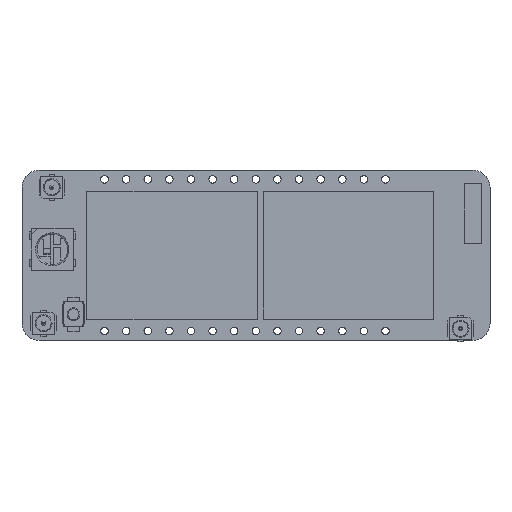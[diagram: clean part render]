
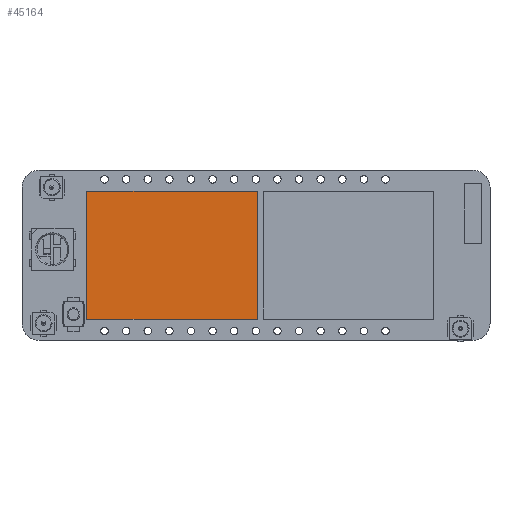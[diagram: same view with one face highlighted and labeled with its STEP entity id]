
A CAD part, top view. The second image highlights one B-rep face of the part: STEP entity #45164.
In plain terms, the highlighted planar face has unit normal (0, 0, 1).
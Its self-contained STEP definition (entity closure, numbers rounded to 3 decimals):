
#44850 = VERTEX_POINT('',#44851);
#44851 = CARTESIAN_POINT('',(-10.,7.5,2.));
#44858 = PLANE('',#44859);
#44859 = AXIS2_PLACEMENT_3D('',#44860,#44861,#44862);
#44860 = CARTESIAN_POINT('',(-10.,7.5,0.));
#44861 = DIRECTION('',(1.,0.,-0.));
#44862 = DIRECTION('',(0.,-1.,0.));
#44870 = PLANE('',#44871);
#44871 = AXIS2_PLACEMENT_3D('',#44872,#44873,#44874);
#44872 = CARTESIAN_POINT('',(10.,7.5,0.));
#44873 = DIRECTION('',(0.,-1.,0.));
#44874 = DIRECTION('',(-1.,0.,0.));
#44882 = EDGE_CURVE('',#44850,#44883,#44885,.T.);
#44883 = VERTEX_POINT('',#44884);
#44884 = CARTESIAN_POINT('',(-10.,-7.5,2.));
#44885 = SURFACE_CURVE('',#44886,(#44890,#44897),.PCURVE_S1.);
#44886 = LINE('',#44887,#44888);
#44887 = CARTESIAN_POINT('',(-10.,7.5,2.));
#44888 = VECTOR('',#44889,1.);
#44889 = DIRECTION('',(0.,-1.,0.));
#44890 = PCURVE('',#44858,#44891);
#44891 = DEFINITIONAL_REPRESENTATION('',(#44892),#44896);
#44892 = LINE('',#44893,#44894);
#44893 = CARTESIAN_POINT('',(0.,-2.));
#44894 = VECTOR('',#44895,1.);
#44895 = DIRECTION('',(1.,0.));
#44896 = ( GEOMETRIC_REPRESENTATION_CONTEXT(2) 
PARAMETRIC_REPRESENTATION_CONTEXT() REPRESENTATION_CONTEXT('2D SPACE',''
  ) );
#44897 = PCURVE('',#44898,#44903);
#44898 = PLANE('',#44899);
#44899 = AXIS2_PLACEMENT_3D('',#44900,#44901,#44902);
#44900 = CARTESIAN_POINT('',(-10.,7.5,2.));
#44901 = DIRECTION('',(0.,0.,-1.));
#44902 = DIRECTION('',(-1.,0.,-0.));
#44903 = DEFINITIONAL_REPRESENTATION('',(#44904),#44908);
#44904 = LINE('',#44905,#44906);
#44905 = CARTESIAN_POINT('',(0.,0.));
#44906 = VECTOR('',#44907,1.);
#44907 = DIRECTION('',(-0.,-1.));
#44908 = ( GEOMETRIC_REPRESENTATION_CONTEXT(2) 
PARAMETRIC_REPRESENTATION_CONTEXT() REPRESENTATION_CONTEXT('2D SPACE',''
  ) );
#44926 = PLANE('',#44927);
#44927 = AXIS2_PLACEMENT_3D('',#44928,#44929,#44930);
#44928 = CARTESIAN_POINT('',(-10.,-7.5,0.));
#44929 = DIRECTION('',(0.,1.,0.));
#44930 = DIRECTION('',(1.,0.,0.));
#44968 = EDGE_CURVE('',#44883,#44969,#44971,.T.);
#44969 = VERTEX_POINT('',#44970);
#44970 = CARTESIAN_POINT('',(10.,-7.5,2.));
#44971 = SURFACE_CURVE('',#44972,(#44976,#44983),.PCURVE_S1.);
#44972 = LINE('',#44973,#44974);
#44973 = CARTESIAN_POINT('',(-10.,-7.5,2.));
#44974 = VECTOR('',#44975,1.);
#44975 = DIRECTION('',(1.,0.,0.));
#44976 = PCURVE('',#44926,#44977);
#44977 = DEFINITIONAL_REPRESENTATION('',(#44978),#44982);
#44978 = LINE('',#44979,#44980);
#44979 = CARTESIAN_POINT('',(0.,-2.));
#44980 = VECTOR('',#44981,1.);
#44981 = DIRECTION('',(1.,0.));
#44982 = ( GEOMETRIC_REPRESENTATION_CONTEXT(2) 
PARAMETRIC_REPRESENTATION_CONTEXT() REPRESENTATION_CONTEXT('2D SPACE',''
  ) );
#44983 = PCURVE('',#44898,#44984);
#44984 = DEFINITIONAL_REPRESENTATION('',(#44985),#44989);
#44985 = LINE('',#44986,#44987);
#44986 = CARTESIAN_POINT('',(-0.,-15.));
#44987 = VECTOR('',#44988,1.);
#44988 = DIRECTION('',(-1.,0.));
#44989 = ( GEOMETRIC_REPRESENTATION_CONTEXT(2) 
PARAMETRIC_REPRESENTATION_CONTEXT() REPRESENTATION_CONTEXT('2D SPACE',''
  ) );
#45007 = PLANE('',#45008);
#45008 = AXIS2_PLACEMENT_3D('',#45009,#45010,#45011);
#45009 = CARTESIAN_POINT('',(10.,-7.5,0.));
#45010 = DIRECTION('',(-1.,0.,0.));
#45011 = DIRECTION('',(0.,1.,0.));
#45044 = EDGE_CURVE('',#44969,#45045,#45047,.T.);
#45045 = VERTEX_POINT('',#45046);
#45046 = CARTESIAN_POINT('',(10.,7.5,2.));
#45047 = SURFACE_CURVE('',#45048,(#45052,#45059),.PCURVE_S1.);
#45048 = LINE('',#45049,#45050);
#45049 = CARTESIAN_POINT('',(10.,-7.5,2.));
#45050 = VECTOR('',#45051,1.);
#45051 = DIRECTION('',(0.,1.,0.));
#45052 = PCURVE('',#45007,#45053);
#45053 = DEFINITIONAL_REPRESENTATION('',(#45054),#45058);
#45054 = LINE('',#45055,#45056);
#45055 = CARTESIAN_POINT('',(0.,-2.));
#45056 = VECTOR('',#45057,1.);
#45057 = DIRECTION('',(1.,0.));
#45058 = ( GEOMETRIC_REPRESENTATION_CONTEXT(2) 
PARAMETRIC_REPRESENTATION_CONTEXT() REPRESENTATION_CONTEXT('2D SPACE',''
  ) );
#45059 = PCURVE('',#44898,#45060);
#45060 = DEFINITIONAL_REPRESENTATION('',(#45061),#45065);
#45061 = LINE('',#45062,#45063);
#45062 = CARTESIAN_POINT('',(-20.,-15.));
#45063 = VECTOR('',#45064,1.);
#45064 = DIRECTION('',(0.,1.));
#45065 = ( GEOMETRIC_REPRESENTATION_CONTEXT(2) 
PARAMETRIC_REPRESENTATION_CONTEXT() REPRESENTATION_CONTEXT('2D SPACE',''
  ) );
#45115 = EDGE_CURVE('',#45045,#44850,#45116,.T.);
#45116 = SURFACE_CURVE('',#45117,(#45121,#45128),.PCURVE_S1.);
#45117 = LINE('',#45118,#45119);
#45118 = CARTESIAN_POINT('',(10.,7.5,2.));
#45119 = VECTOR('',#45120,1.);
#45120 = DIRECTION('',(-1.,0.,0.));
#45121 = PCURVE('',#44870,#45122);
#45122 = DEFINITIONAL_REPRESENTATION('',(#45123),#45127);
#45123 = LINE('',#45124,#45125);
#45124 = CARTESIAN_POINT('',(0.,-2.));
#45125 = VECTOR('',#45126,1.);
#45126 = DIRECTION('',(1.,0.));
#45127 = ( GEOMETRIC_REPRESENTATION_CONTEXT(2) 
PARAMETRIC_REPRESENTATION_CONTEXT() REPRESENTATION_CONTEXT('2D SPACE',''
  ) );
#45128 = PCURVE('',#44898,#45129);
#45129 = DEFINITIONAL_REPRESENTATION('',(#45130),#45134);
#45130 = LINE('',#45131,#45132);
#45131 = CARTESIAN_POINT('',(-20.,0.));
#45132 = VECTOR('',#45133,1.);
#45133 = DIRECTION('',(1.,0.));
#45134 = ( GEOMETRIC_REPRESENTATION_CONTEXT(2) 
PARAMETRIC_REPRESENTATION_CONTEXT() REPRESENTATION_CONTEXT('2D SPACE',''
  ) );
#45164 = ADVANCED_FACE('',(#45165),#44898,.F.);
#45165 = FACE_BOUND('',#45166,.T.);
#45166 = EDGE_LOOP('',(#45167,#45168,#45169,#45170));
#45167 = ORIENTED_EDGE('',*,*,#44882,.T.);
#45168 = ORIENTED_EDGE('',*,*,#44968,.T.);
#45169 = ORIENTED_EDGE('',*,*,#45044,.T.);
#45170 = ORIENTED_EDGE('',*,*,#45115,.T.);
